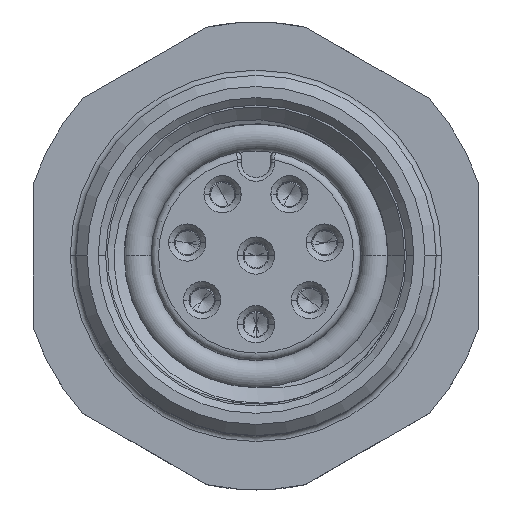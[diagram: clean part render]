
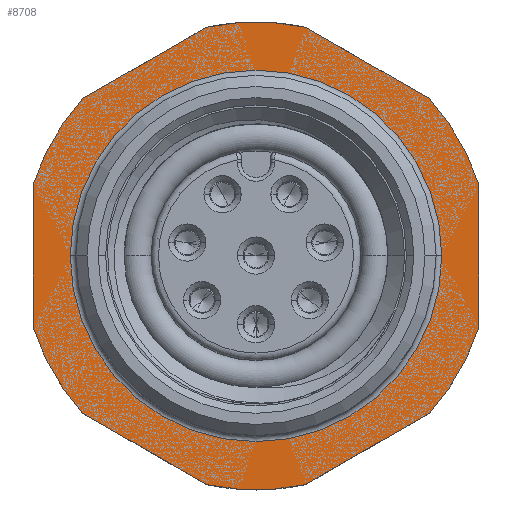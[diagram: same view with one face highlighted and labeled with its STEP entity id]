
A CAD part, top view. The second image highlights one B-rep face of the part: STEP entity #8708.
In plain terms, the highlighted planar face has unit normal (0, 0, 1).
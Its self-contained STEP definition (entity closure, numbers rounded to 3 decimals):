
#5473=CARTESIAN_POINT('',(0.,0.,-0.3));
#5474=DIRECTION('',(0.,0.,1.));
#5475=DIRECTION('',(0.212,0.977,0.));
#5476=AXIS2_PLACEMENT_3D('',#5473,#5474,#5475);
#5478=DIRECTION('',(-0.866,0.5,0.));
#5479=VECTOR('',#5478,3.842);
#5480=CARTESIAN_POINT('',(4.664,4.236,-0.3));
#5481=LINE('',#5480,#5479);
#5482=CARTESIAN_POINT('',(0.,0.,-0.3));
#5483=DIRECTION('',(0.,0.,1.));
#5484=DIRECTION('',(0.952,0.305,0.));
#5485=AXIS2_PLACEMENT_3D('',#5482,#5483,#5484);
#5487=DIRECTION('',(0.,1.,0.));
#5488=VECTOR('',#5487,3.842);
#5489=CARTESIAN_POINT('',(6.,-1.921,-0.3));
#5490=LINE('',#5489,#5488);
#5491=CARTESIAN_POINT('',(0.,0.,-0.3));
#5492=DIRECTION('',(0.,0.,1.));
#5493=DIRECTION('',(0.74,-0.672,0.));
#5494=AXIS2_PLACEMENT_3D('',#5491,#5492,#5493);
#5496=DIRECTION('',(0.866,0.5,0.));
#5497=VECTOR('',#5496,3.842);
#5498=CARTESIAN_POINT('',(1.336,-6.157,-0.3));
#5499=LINE('',#5498,#5497);
#5500=CARTESIAN_POINT('',(0.,0.,-0.3));
#5501=DIRECTION('',(0.,0.,1.));
#5502=DIRECTION('',(-0.212,-0.977,0.));
#5503=AXIS2_PLACEMENT_3D('',#5500,#5501,#5502);
#5505=DIRECTION('',(0.866,-0.5,0.));
#5506=VECTOR('',#5505,3.842);
#5507=CARTESIAN_POINT('',(-4.664,-4.236,-0.3));
#5508=LINE('',#5507,#5506);
#5509=CARTESIAN_POINT('',(0.,0.,-0.3));
#5510=DIRECTION('',(0.,0.,1.));
#5511=DIRECTION('',(-0.952,-0.305,0.));
#5512=AXIS2_PLACEMENT_3D('',#5509,#5510,#5511);
#5514=DIRECTION('',(0.,-1.,0.));
#5515=VECTOR('',#5514,3.842);
#5516=CARTESIAN_POINT('',(-6.,1.921,-0.3));
#5517=LINE('',#5516,#5515);
#5518=CARTESIAN_POINT('',(0.,0.,-0.3));
#5519=DIRECTION('',(0.,0.,1.));
#5520=DIRECTION('',(-0.74,0.672,0.));
#5521=AXIS2_PLACEMENT_3D('',#5518,#5519,#5520);
#5523=DIRECTION('',(-0.866,-0.5,0.));
#5524=VECTOR('',#5523,3.842);
#5525=CARTESIAN_POINT('',(-1.336,6.157,-0.3));
#5526=LINE('',#5525,#5524);
#5527=CARTESIAN_POINT('',(0.,0.,-0.3));
#5528=DIRECTION('',(0.,0.,1.));
#5529=DIRECTION('',(-1.,0.,0.));
#5530=AXIS2_PLACEMENT_3D('',#5527,#5528,#5529);
#5532=CARTESIAN_POINT('',(0.,0.,-0.3));
#5533=DIRECTION('',(0.,0.,1.));
#5534=DIRECTION('',(1.,0.,0.));
#5535=AXIS2_PLACEMENT_3D('',#5532,#5533,#5534);
#7868=CARTESIAN_POINT('',(1.336,6.157,-0.3));
#7869=CARTESIAN_POINT('',(-1.336,6.157,-0.3));
#7870=VERTEX_POINT('',#7868);
#7871=VERTEX_POINT('',#7869);
#7872=CARTESIAN_POINT('',(-4.664,4.236,-0.3));
#7873=VERTEX_POINT('',#7872);
#7874=CARTESIAN_POINT('',(-6.,1.921,-0.3));
#7875=VERTEX_POINT('',#7874);
#7876=CARTESIAN_POINT('',(-6.,-1.921,-0.3));
#7877=VERTEX_POINT('',#7876);
#7878=CARTESIAN_POINT('',(-4.664,-4.236,-0.3));
#7879=VERTEX_POINT('',#7878);
#7880=CARTESIAN_POINT('',(-1.336,-6.157,-0.3));
#7881=VERTEX_POINT('',#7880);
#7882=CARTESIAN_POINT('',(1.336,-6.157,-0.3));
#7883=VERTEX_POINT('',#7882);
#7884=CARTESIAN_POINT('',(4.664,-4.236,-0.3));
#7885=VERTEX_POINT('',#7884);
#7886=CARTESIAN_POINT('',(6.,-1.921,-0.3));
#7887=VERTEX_POINT('',#7886);
#7888=CARTESIAN_POINT('',(6.,1.921,-0.3));
#7889=VERTEX_POINT('',#7888);
#7890=CARTESIAN_POINT('',(4.664,4.236,-0.3));
#7891=VERTEX_POINT('',#7890);
#7938=CARTESIAN_POINT('',(5.,0.,-0.3));
#7939=CARTESIAN_POINT('',(-5.,0.,-0.3));
#7940=VERTEX_POINT('',#7938);
#7941=VERTEX_POINT('',#7939);
#8671=CARTESIAN_POINT('',(0.,0.,-0.3));
#8672=DIRECTION('',(0.,0.,1.));
#8673=DIRECTION('',(1.,0.,0.));
#8674=AXIS2_PLACEMENT_3D('',#8671,#8672,#8673);
#8675=PLANE('',#8674);
#8677=ORIENTED_EDGE('',*,*,#8676,.F.);
#8679=ORIENTED_EDGE('',*,*,#8678,.F.);
#8681=ORIENTED_EDGE('',*,*,#8680,.F.);
#8683=ORIENTED_EDGE('',*,*,#8682,.F.);
#8685=ORIENTED_EDGE('',*,*,#8684,.F.);
#8687=ORIENTED_EDGE('',*,*,#8686,.F.);
#8689=ORIENTED_EDGE('',*,*,#8688,.F.);
#8691=ORIENTED_EDGE('',*,*,#8690,.F.);
#8693=ORIENTED_EDGE('',*,*,#8692,.F.);
#8695=ORIENTED_EDGE('',*,*,#8694,.F.);
#8697=ORIENTED_EDGE('',*,*,#8696,.F.);
#8699=ORIENTED_EDGE('',*,*,#8698,.F.);
#8700=EDGE_LOOP('',(#8677,#8679,#8681,#8683,#8685,#8687,#8689,#8691,#8693,#8695,
#8697,#8699));
#8701=FACE_OUTER_BOUND('',#8700,.F.);
#8703=ORIENTED_EDGE('',*,*,#8702,.T.);
#8705=ORIENTED_EDGE('',*,*,#8704,.T.);
#8706=EDGE_LOOP('',(#8703,#8705));
#8707=FACE_BOUND('',#8706,.F.);
#5477=CIRCLE('',#5476,6.3);
#5486=CIRCLE('',#5485,6.3);
#5495=CIRCLE('',#5494,6.3);
#5504=CIRCLE('',#5503,6.3);
#5513=CIRCLE('',#5512,6.3);
#5522=CIRCLE('',#5521,6.3);
#5531=CIRCLE('',#5530,5.);
#5536=CIRCLE('',#5535,5.);
#8676=EDGE_CURVE('',#7870,#7871,#5477,.T.);
#8678=EDGE_CURVE('',#7891,#7870,#5481,.T.);
#8680=EDGE_CURVE('',#7889,#7891,#5486,.T.);
#8682=EDGE_CURVE('',#7887,#7889,#5490,.T.);
#8684=EDGE_CURVE('',#7885,#7887,#5495,.T.);
#8686=EDGE_CURVE('',#7883,#7885,#5499,.T.);
#8688=EDGE_CURVE('',#7881,#7883,#5504,.T.);
#8690=EDGE_CURVE('',#7879,#7881,#5508,.T.);
#8692=EDGE_CURVE('',#7877,#7879,#5513,.T.);
#8694=EDGE_CURVE('',#7875,#7877,#5517,.T.);
#8696=EDGE_CURVE('',#7873,#7875,#5522,.T.);
#8698=EDGE_CURVE('',#7871,#7873,#5526,.T.);
#8702=EDGE_CURVE('',#7941,#7940,#5531,.T.);
#8704=EDGE_CURVE('',#7940,#7941,#5536,.T.);
#8708=ADVANCED_FACE('',(#8701,#8707),#8675,.T.);
